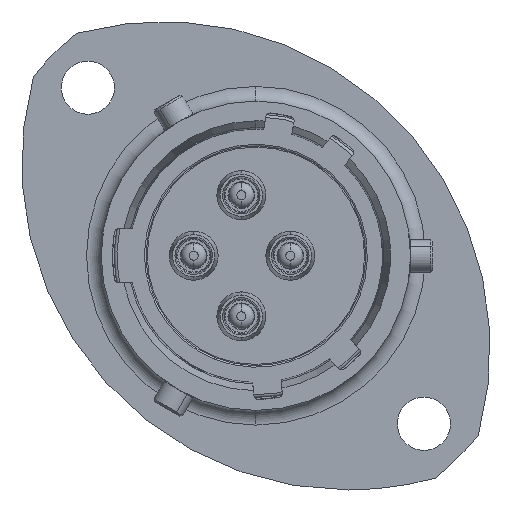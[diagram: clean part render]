
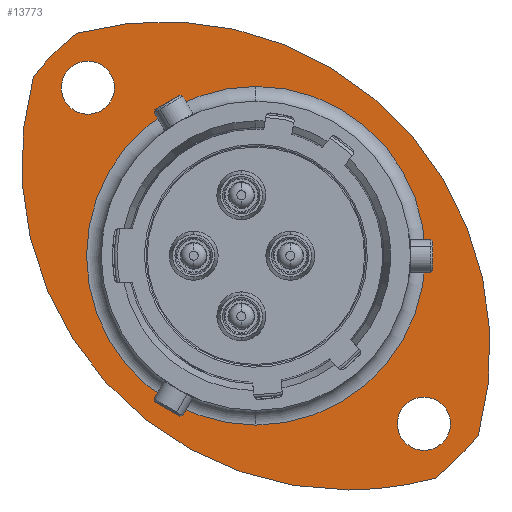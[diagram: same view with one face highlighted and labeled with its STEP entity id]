
A CAD part, left-side view. The second image highlights one B-rep face of the part: STEP entity #13773.
In plain terms, the highlighted planar face has unit normal (-1, 0, 0).
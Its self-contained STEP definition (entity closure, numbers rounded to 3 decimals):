
#24 = DIRECTION ( 'NONE',  ( -1., 0., 0. ) ) ;
#135 = CIRCLE ( 'NONE', #3004, 17.5 ) ;
#154 = DIRECTION ( 'NONE',  ( -1., 0., 0. ) ) ;
#183 = AXIS2_PLACEMENT_3D ( 'NONE', #10470, #2330, #11842 ) ;
#216 = DIRECTION ( 'NONE',  ( -1., 0., 0. ) ) ;
#380 = AXIS2_PLACEMENT_3D ( 'NONE', #6282, #15770, #7606 ) ;
#669 = ORIENTED_EDGE ( 'NONE', *, *, #10161, .F. ) ;
#791 = PLANE ( 'NONE',  #380 ) ;
#865 = EDGE_CURVE ( 'NONE', #10581, #874, #10359, .T. ) ;
#874 = VERTEX_POINT ( 'NONE', #9354 ) ;
#892 = AXIS2_PLACEMENT_3D ( 'NONE', #8131, #24, #9492 ) ;
#1304 = VERTEX_POINT ( 'NONE', #13090 ) ;
#1445 = CARTESIAN_POINT ( 'NONE',  ( 11.424, 2.944, 0.404 ) ) ;
#1725 = ORIENTED_EDGE ( 'NONE', *, *, #13694, .T. ) ;
#1990 = VERTEX_POINT ( 'NONE', #10837 ) ;
#1994 = CIRCLE ( 'NONE', #7179, 17.5 ) ;
#2237 = EDGE_CURVE ( 'NONE', #1990, #1304, #135, .T. ) ;
#2330 = DIRECTION ( 'NONE',  ( -1., 0., 0. ) ) ;
#2499 = CARTESIAN_POINT ( 'NONE',  ( 11.424, -2.713, 6.061 ) ) ;
#2650 = EDGE_CURVE ( 'NONE', #14225, #14764, #16057, .T. ) ;
#2832 = DIRECTION ( 'NONE',  ( 0., 0., 1. ) ) ;
#2878 = VERTEX_POINT ( 'NONE', #16521 ) ;
#3004 = AXIS2_PLACEMENT_3D ( 'NONE', #1445, #10951, #2832 ) ;
#3005 = ORIENTED_EDGE ( 'NONE', *, *, #2237, .T. ) ;
#3413 = EDGE_CURVE ( 'NONE', #7912, #17163, #16190, .T. ) ;
#3465 = ORIENTED_EDGE ( 'NONE', *, *, #16765, .T. ) ;
#3599 = ORIENTED_EDGE ( 'NONE', *, *, #13114, .F. ) ;
#3876 = DIRECTION ( 'NONE',  ( 0., 0., -1. ) ) ;
#4093 = EDGE_LOOP ( 'NONE', ( #1725, #7993 ) ) ;
#4153 = CARTESIAN_POINT ( 'NONE',  ( 11.424, 2.944, 0.404 ) ) ;
#4266 = ORIENTED_EDGE ( 'NONE', *, *, #865, .T. ) ;
#4461 = AXIS2_PLACEMENT_3D ( 'NONE', #14806, #6678, #16177 ) ;
#5207 = CIRCLE ( 'NONE', #17399, 10.37 ) ;
#5408 = FACE_BOUND ( 'NONE', #16634, .T. ) ;
#5545 = DIRECTION ( 'NONE',  ( 0., 0., -1. ) ) ;
#5781 = EDGE_CURVE ( 'NONE', #874, #2878, #1994, .T. ) ;
#5972 = DIRECTION ( 'NONE',  ( -1., 0., 0. ) ) ;
#6170 = ORIENTED_EDGE ( 'NONE', *, *, #8818, .F. ) ;
#6282 = CARTESIAN_POINT ( 'NONE',  ( 11.424, 12.414, 0.404 ) ) ;
#6415 = VERTEX_POINT ( 'NONE', #9327 ) ;
#6635 = CIRCLE ( 'NONE', #12012, 20. ) ;
#6678 = DIRECTION ( 'NONE',  ( -1., 0., 0. ) ) ;
#6888 = ORIENTED_EDGE ( 'NONE', *, *, #2650, .F. ) ;
#7039 = VERTEX_POINT ( 'NONE', #11193 ) ;
#7179 = AXIS2_PLACEMENT_3D ( 'NONE', #14100, #5972, #15442 ) ;
#7371 = DIRECTION ( 'NONE',  ( 1., 0., 0. ) ) ;
#7606 = DIRECTION ( 'NONE',  ( 0., 0., -1. ) ) ;
#7912 = VERTEX_POINT ( 'NONE', #11863 ) ;
#7975 = DIRECTION ( 'NONE',  ( -1., 0., 0. ) ) ;
#7993 = ORIENTED_EDGE ( 'NONE', *, *, #3413, .T. ) ;
#8131 = CARTESIAN_POINT ( 'NONE',  ( 11.424, -7.344, -9.884 ) ) ;
#8161 = ORIENTED_EDGE ( 'NONE', *, *, #11452, .T. ) ;
#8262 = CARTESIAN_POINT ( 'NONE',  ( 11.424, 8.601, -5.253 ) ) ;
#8332 = CARTESIAN_POINT ( 'NONE',  ( 11.424, 13.232, 10.693 ) ) ;
#8523 = AXIS2_PLACEMENT_3D ( 'NONE', #8332, #216, #9685 ) ;
#8818 = EDGE_CURVE ( 'NONE', #7039, #6415, #12109, .T. ) ;
#9327 = CARTESIAN_POINT ( 'NONE',  ( 11.424, -7.344, -8.259 ) ) ;
#9354 = CARTESIAN_POINT ( 'NONE',  ( 11.424, -8.045, -13.215 ) ) ;
#9492 = DIRECTION ( 'NONE',  ( 0., 0., -1. ) ) ;
#9627 = DIRECTION ( 'NONE',  ( 0., 0., -1. ) ) ;
#9685 = DIRECTION ( 'NONE',  ( 0., 0., -1. ) ) ;
#10161 = EDGE_CURVE ( 'NONE', #6415, #7039, #16877, .T. ) ;
#10181 = CARTESIAN_POINT ( 'NONE',  ( 11.424, 13.232, 9.068 ) ) ;
#10359 = CIRCLE ( 'NONE', #11091, 20. ) ;
#10470 = CARTESIAN_POINT ( 'NONE',  ( 11.424, 13.232, 10.693 ) ) ;
#10573 = CIRCLE ( 'NONE', #16300, 20. ) ;
#10581 = VERTEX_POINT ( 'NONE', #15649 ) ;
#10837 = CARTESIAN_POINT ( 'NONE',  ( 11.424, 13.934, 14.023 ) ) ;
#10951 = DIRECTION ( 'NONE',  ( -1., 0., 0. ) ) ;
#11091 = AXIS2_PLACEMENT_3D ( 'NONE', #12297, #7975, #17483 ) ;
#11193 = CARTESIAN_POINT ( 'NONE',  ( 11.424, -7.344, -11.509 ) ) ;
#11452 = EDGE_CURVE ( 'NONE', #2878, #1990, #6635, .T. ) ;
#11798 = AXIS2_PLACEMENT_3D ( 'NONE', #4153, #13657, #5545 ) ;
#11842 = DIRECTION ( 'NONE',  ( 0., 0., -1. ) ) ;
#11863 = CARTESIAN_POINT ( 'NONE',  ( 11.424, 2.944, 10.774 ) ) ;
#12012 = AXIS2_PLACEMENT_3D ( 'NONE', #8262, #154, #9627 ) ;
#12023 = DIRECTION ( 'NONE',  ( -1., 0., 0. ) ) ;
#12109 = CIRCLE ( 'NONE', #892, 1.625 ) ;
#12202 = FACE_OUTER_BOUND ( 'NONE', #13237, .T. ) ;
#12297 = CARTESIAN_POINT ( 'NONE',  ( 11.424, -2.713, 6.061 ) ) ;
#13090 = CARTESIAN_POINT ( 'NONE',  ( 11.424, 16.563, 11.394 ) ) ;
#13114 = EDGE_CURVE ( 'NONE', #14764, #14225, #17539, .T. ) ;
#13237 = EDGE_LOOP ( 'NONE', ( #3465, #4266, #17069, #8161, #3005 ) ) ;
#13657 = DIRECTION ( 'NONE',  ( 1., 0., 0. ) ) ;
#13661 = EDGE_LOOP ( 'NONE', ( #3599, #6888 ) ) ;
#13694 = EDGE_CURVE ( 'NONE', #17163, #7912, #5207, .T. ) ;
#13773 = ADVANCED_FACE ( 'NONE', ( #15818, #16230, #5408, #12202 ), #791, .F. ) ;
#14100 = CARTESIAN_POINT ( 'NONE',  ( 11.424, 2.944, 0.404 ) ) ;
#14225 = VERTEX_POINT ( 'NONE', #15570 ) ;
#14764 = VERTEX_POINT ( 'NONE', #10181 ) ;
#14806 = CARTESIAN_POINT ( 'NONE',  ( 11.424, -7.344, -9.884 ) ) ;
#15442 = DIRECTION ( 'NONE',  ( 0., 0., 1. ) ) ;
#15512 = CARTESIAN_POINT ( 'NONE',  ( 11.424, 2.944, -9.966 ) ) ;
#15528 = CARTESIAN_POINT ( 'NONE',  ( 11.424, 2.944, 0.404 ) ) ;
#15570 = CARTESIAN_POINT ( 'NONE',  ( 11.424, 13.232, 12.318 ) ) ;
#15649 = CARTESIAN_POINT ( 'NONE',  ( 11.424, -2.713, -13.939 ) ) ;
#15770 = DIRECTION ( 'NONE',  ( 1., 0., 0. ) ) ;
#15818 = FACE_BOUND ( 'NONE', #4093, .T. ) ;
#16057 = CIRCLE ( 'NONE', #183, 1.625 ) ;
#16177 = DIRECTION ( 'NONE',  ( 0., 0., -1. ) ) ;
#16190 = CIRCLE ( 'NONE', #11798, 10.37 ) ;
#16230 = FACE_BOUND ( 'NONE', #13661, .T. ) ;
#16300 = AXIS2_PLACEMENT_3D ( 'NONE', #2499, #12023, #3876 ) ;
#16521 = CARTESIAN_POINT ( 'NONE',  ( 11.424, -10.675, -10.585 ) ) ;
#16634 = EDGE_LOOP ( 'NONE', ( #6170, #669 ) ) ;
#16765 = EDGE_CURVE ( 'NONE', #1304, #10581, #10573, .T. ) ;
#16868 = DIRECTION ( 'NONE',  ( 0., 0., -1. ) ) ;
#16877 = CIRCLE ( 'NONE', #4461, 1.625 ) ;
#17069 = ORIENTED_EDGE ( 'NONE', *, *, #5781, .T. ) ;
#17163 = VERTEX_POINT ( 'NONE', #15512 ) ;
#17399 = AXIS2_PLACEMENT_3D ( 'NONE', #15528, #7371, #16868 ) ;
#17483 = DIRECTION ( 'NONE',  ( 0., 0., -1. ) ) ;
#17539 = CIRCLE ( 'NONE', #8523, 1.625 ) ;
